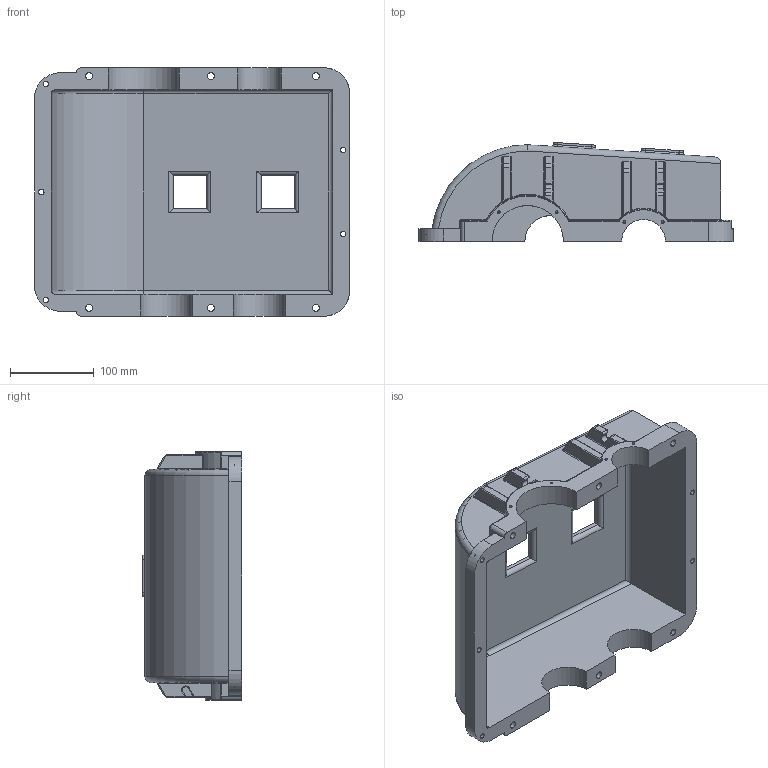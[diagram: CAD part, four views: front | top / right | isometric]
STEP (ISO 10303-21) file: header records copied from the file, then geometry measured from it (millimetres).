
FILE_DESCRIPTION (( 'STEP AP214' ), '1' );
FILE_NAME ('Upper Casing.STEP', '2021-07-19T03:39:34', ( '' ), ( '' ), 'SwSTEP 2.0', 'SolidWorks 2020', '' );
FILE_SCHEMA (( 'AUTOMOTIVE_DESIGN' ));
Length unit declared in the file: millimetre
Products named in the file (1): Upper Casing
Bounding box: 375 x 118.01 x 296 mm (x, y, z)
Volume: 1377857.9 mm3; surface area: 440744.5 mm2
Topology: 1 solids, 1 shells, 566 faces, 1366 edges, 782 vertices
Faces by surface type: cylinder 276, plane 103, torus 95, bspline 38, cone 32, sphere 22
Entity records: 18032 total; most frequent: CARTESIAN_POINT 4770, DIRECTION 2884, ORIENTED_EDGE 2610, EDGE_CURVE 1305, AXIS2_PLACEMENT_3D 1165, VERTEX_POINT 770, CIRCLE 636, EDGE_LOOP 621
